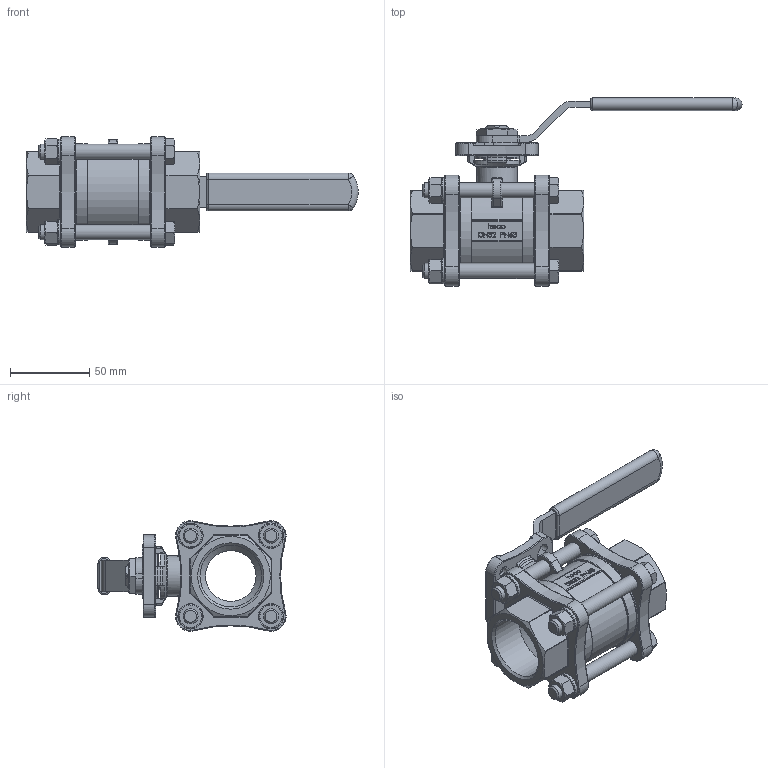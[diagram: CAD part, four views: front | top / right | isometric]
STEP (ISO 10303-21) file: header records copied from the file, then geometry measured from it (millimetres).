
FILE_DESCRIPTION (( 'STEP AP214' ), '1' );
FILE_NAME ('K3-114-PIG-4 Kugelhahn 3-teilig 2311.STEP', '2023-11-28T12:54:27', ( '' ), ( '' ), 'SwSTEP 2.0', 'SolidWorks 2019', '' );
FILE_SCHEMA (( 'AUTOMOTIVE_DESIGN' ));
Length unit declared in the file: millimetre
Products named in the file (1): K3-114-PIG-4 Kugelhahn 3-teilig 2311
Bounding box: 209.94 x 118.94 x 69.88 mm (x, y, z)
Volume: 279097.2 mm3; surface area: 77236.5 mm2
Topology: 1 solids, 1 shells, 1055 faces, 2684 edges, 1693 vertices
Faces by surface type: plane 436, cylinder 205, bspline 204, torus 116, cone 92, sphere 2
Full cylindrical faces by diameter (mm): 7 x1, 9.52 x8, 10 x10, 16 x4, 18 x1, 22 x1, 25.5 x1, 28 x2, 31 x1, 32 x1, 38.95 x2, 61 x4
Entity records: 46312 total; most frequent: CARTESIAN_POINT 18748, ORIENTED_EDGE 5184, DIRECTION 4314, EDGE_CURVE 2592, VERTEX_POINT 1668, AXIS2_PLACEMENT_3D 1520, VECTOR 1274, LINE 1274
